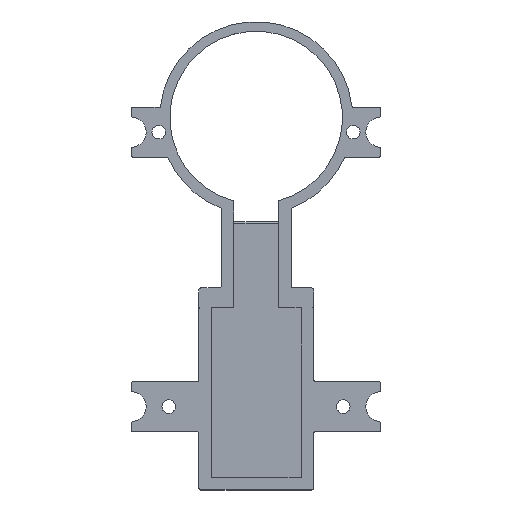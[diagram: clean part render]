
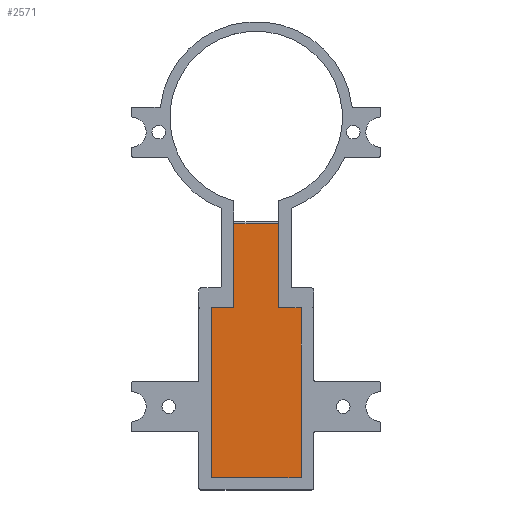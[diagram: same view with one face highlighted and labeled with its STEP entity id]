
A CAD part, top view. The second image highlights one B-rep face of the part: STEP entity #2571.
In plain terms, the highlighted planar face has unit normal (0, 0, 1).
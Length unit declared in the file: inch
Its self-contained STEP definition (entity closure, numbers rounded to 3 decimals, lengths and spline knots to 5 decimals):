
#4 = ORIENTED_EDGE ( 'NONE', *, *, #2551, .T. ) ;
#43 = VECTOR ( 'NONE', #1488, 39.37008 ) ;
#87 = DIRECTION ( 'NONE',  ( 0., -1., 0. ) ) ;
#123 = DIRECTION ( 'NONE',  ( 0., 1., 0. ) ) ;
#127 = LINE ( 'NONE', #956, #2347 ) ;
#292 = CARTESIAN_POINT ( 'NONE',  ( 1.02, 0.57267, 0.035 ) ) ;
#341 = CARTESIAN_POINT ( 'NONE',  ( 1.02, 2.27267, 0.035 ) ) ;
#351 = EDGE_CURVE ( 'NONE', #889, #1000, #1295, .T. ) ;
#358 = AXIS2_PLACEMENT_3D ( 'NONE', #534, #811, #1666 ) ;
#489 = VERTEX_POINT ( 'NONE', #2178 ) ;
#504 = VERTEX_POINT ( 'NONE', #2388 ) ;
#516 = VERTEX_POINT ( 'NONE', #908 ) ;
#534 = CARTESIAN_POINT ( 'NONE',  ( 0., 0., 0.035 ) ) ;
#537 = VERTEX_POINT ( 'NONE', #1372 ) ;
#550 = PLANE ( 'NONE',  #358 ) ;
#581 = VECTOR ( 'NONE', #1212, 39.37008 ) ;
#583 = CARTESIAN_POINT ( 'NONE',  ( 1.92, 2.27267, 0.035 ) ) ;
#611 = EDGE_CURVE ( 'NONE', #1873, #1000, #2560, .T. ) ;
#742 = VECTOR ( 'NONE', #2197, 39.37008 ) ;
#763 = CARTESIAN_POINT ( 'NONE',  ( 1.695, 3.79376, 0.035 ) ) ;
#811 = DIRECTION ( 'NONE',  ( 0., 0., 1. ) ) ;
#886 = ORIENTED_EDGE ( 'NONE', *, *, #351, .F. ) ;
#889 = VERTEX_POINT ( 'NONE', #2082 ) ;
#895 = EDGE_LOOP ( 'NONE', ( #4, #1232, #2094, #1226, #1691, #2729, #2343, #886 ) ) ;
#906 = VECTOR ( 'NONE', #949, 39.37008 ) ;
#908 = CARTESIAN_POINT ( 'NONE',  ( 1.245, 3.11352, 0.035 ) ) ;
#949 = DIRECTION ( 'NONE',  ( 1., 0., 0. ) ) ;
#956 = CARTESIAN_POINT ( 'NONE',  ( 1.245, 3.79376, 0.035 ) ) ;
#1000 = VERTEX_POINT ( 'NONE', #583 ) ;
#1004 = DIRECTION ( 'NONE',  ( 0., -1., 0. ) ) ;
#1082 = CARTESIAN_POINT ( 'NONE',  ( 1.92, 2.15267, 0.035 ) ) ;
#1212 = DIRECTION ( 'NONE',  ( 1., 0., 0. ) ) ;
#1223 = VECTOR ( 'NONE', #123, 39.37008 ) ;
#1226 = ORIENTED_EDGE ( 'NONE', *, *, #1507, .F. ) ;
#1232 = ORIENTED_EDGE ( 'NONE', *, *, #2205, .T. ) ;
#1244 = DIRECTION ( 'NONE',  ( 1., 0., 0. ) ) ;
#1295 = LINE ( 'NONE', #341, #581 ) ;
#1335 = CARTESIAN_POINT ( 'NONE',  ( 1.245, 3.11352, 0.035 ) ) ;
#1372 = CARTESIAN_POINT ( 'NONE',  ( 1.02, 2.27267, 0.035 ) ) ;
#1409 = LINE ( 'NONE', #2300, #2322 ) ;
#1488 = DIRECTION ( 'NONE',  ( 0., 1., 0. ) ) ;
#1507 = EDGE_CURVE ( 'NONE', #537, #1560, #1409, .T. ) ;
#1536 = LINE ( 'NONE', #292, #906 ) ;
#1560 = VERTEX_POINT ( 'NONE', #1874 ) ;
#1666 = DIRECTION ( 'NONE',  ( 1., 0., 0. ) ) ;
#1691 = ORIENTED_EDGE ( 'NONE', *, *, #2309, .T. ) ;
#1873 = VERTEX_POINT ( 'NONE', #2442 ) ;
#1874 = CARTESIAN_POINT ( 'NONE',  ( 1.245, 2.27267, 0.035 ) ) ;
#2082 = CARTESIAN_POINT ( 'NONE',  ( 1.695, 2.27267, 0.035 ) ) ;
#2094 = ORIENTED_EDGE ( 'NONE', *, *, #2278, .T. ) ;
#2178 = CARTESIAN_POINT ( 'NONE',  ( 1.695, 3.11352, 0.035 ) ) ;
#2197 = DIRECTION ( 'NONE',  ( -1., 0., 0. ) ) ;
#2205 = EDGE_CURVE ( 'NONE', #489, #516, #2777, .T. ) ;
#2246 = VECTOR ( 'NONE', #1004, 39.37008 ) ;
#2264 = FACE_OUTER_BOUND ( 'NONE', #895, .T. ) ;
#2278 = EDGE_CURVE ( 'NONE', #516, #1560, #127, .T. ) ;
#2300 = CARTESIAN_POINT ( 'NONE',  ( 1.02, 2.27267, 0.035 ) ) ;
#2309 = EDGE_CURVE ( 'NONE', #537, #504, #2409, .T. ) ;
#2322 = VECTOR ( 'NONE', #1244, 39.37008 ) ;
#2343 = ORIENTED_EDGE ( 'NONE', *, *, #611, .T. ) ;
#2347 = VECTOR ( 'NONE', #87, 39.37008 ) ;
#2388 = CARTESIAN_POINT ( 'NONE',  ( 1.02, 0.57267, 0.035 ) ) ;
#2409 = LINE ( 'NONE', #2687, #2246 ) ;
#2442 = CARTESIAN_POINT ( 'NONE',  ( 1.92, 0.57267, 0.035 ) ) ;
#2551 = EDGE_CURVE ( 'NONE', #889, #489, #2768, .T. ) ;
#2560 = LINE ( 'NONE', #1082, #43 ) ;
#2571 = ADVANCED_FACE ( 'NONE', ( #2264 ), #550, .T. ) ;
#2652 = EDGE_CURVE ( 'NONE', #504, #1873, #1536, .T. ) ;
#2687 = CARTESIAN_POINT ( 'NONE',  ( 1.02, 2.15267, 0.035 ) ) ;
#2729 = ORIENTED_EDGE ( 'NONE', *, *, #2652, .T. ) ;
#2768 = LINE ( 'NONE', #763, #1223 ) ;
#2777 = LINE ( 'NONE', #1335, #742 ) ;
